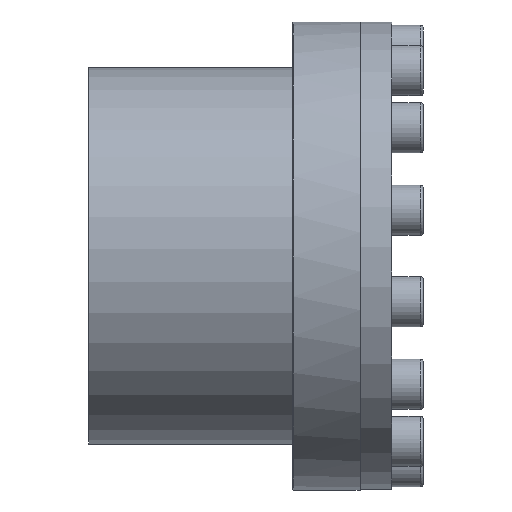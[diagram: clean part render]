
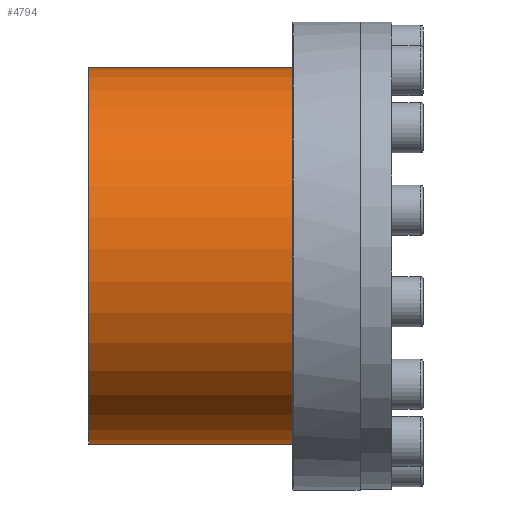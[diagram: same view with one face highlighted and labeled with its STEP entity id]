
A CAD part, left-side view. The second image highlights one B-rep face of the part: STEP entity #4794.
In plain terms, the highlighted cylindrical face has radius 60 mm (diameter 120 mm), a partial arc.
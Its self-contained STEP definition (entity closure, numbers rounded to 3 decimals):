
#911=CIRCLE('',#5205,60.);
#924=CIRCLE('',#5222,60.);
#1182=VERTEX_POINT('',#7294);
#1183=VERTEX_POINT('',#7296);
#1187=VERTEX_POINT('',#7320);
#1188=VERTEX_POINT('',#7322);
#1553=VECTOR('',#5886,1.);
#1558=VECTOR('',#5906,1.);
#1739=LINE('',#7295,#1553);
#1744=LINE('',#7321,#1558);
#1936=EDGE_CURVE('',#1182,#1183,#1739,.F.);
#1947=EDGE_CURVE('',#1187,#1188,#1744,.T.);
#1974=EDGE_CURVE('',#1188,#1182,#911,.T.);
#1987=EDGE_CURVE('',#1187,#1183,#924,.T.);
#2592=ORIENTED_EDGE('',*,*,#1936,.F.);
#2593=ORIENTED_EDGE('',*,*,#1974,.F.);
#2594=ORIENTED_EDGE('',*,*,#1947,.F.);
#2595=ORIENTED_EDGE('',*,*,#1987,.T.);
#3656=EDGE_LOOP('',(#2592,#2593,#2594,#2595));
#4241=FACE_BOUND('',#3656,.T.);
#4794=ADVANCED_FACE('',(#4241),#9269,.T.);
#5205=AXIS2_PLACEMENT_3D('',#7378,#5964,#5965);
#5222=AXIS2_PLACEMENT_3D('',#7407,#5994,#5995);
#5223=AXIS2_PLACEMENT_3D('',#7408,#5996,#5997);
#5886=DIRECTION('',(0.,-1.,0.));
#5906=DIRECTION('',(0.,-1.,0.));
#5964=DIRECTION('',(0.,-1.,0.));
#5965=DIRECTION('',(0.,0.,-60.));
#5994=DIRECTION('',(0.,-1.,0.));
#5995=DIRECTION('',(0.,0.,-60.));
#5996=DIRECTION('',(0.,1.,0.));
#5997=DIRECTION('',(0.,0.,-60.));
#7294=CARTESIAN_POINT('',(15.017,31.5,58.09));
#7295=CARTESIAN_POINT('',(15.017,-60.,58.09));
#7296=CARTESIAN_POINT('',(15.017,96.5,58.09));
#7320=CARTESIAN_POINT('',(11.675,96.5,58.853));
#7321=CARTESIAN_POINT('',(11.675,-60.,58.853));
#7322=CARTESIAN_POINT('',(11.675,31.5,58.853));
#7378=CARTESIAN_POINT('',(0.,31.5,0.));
#7407=CARTESIAN_POINT('',(0.,96.5,0.));
#7408=CARTESIAN_POINT('',(0.,-60.,0.));
#9269=CYLINDRICAL_SURFACE('',#5223,60.);
